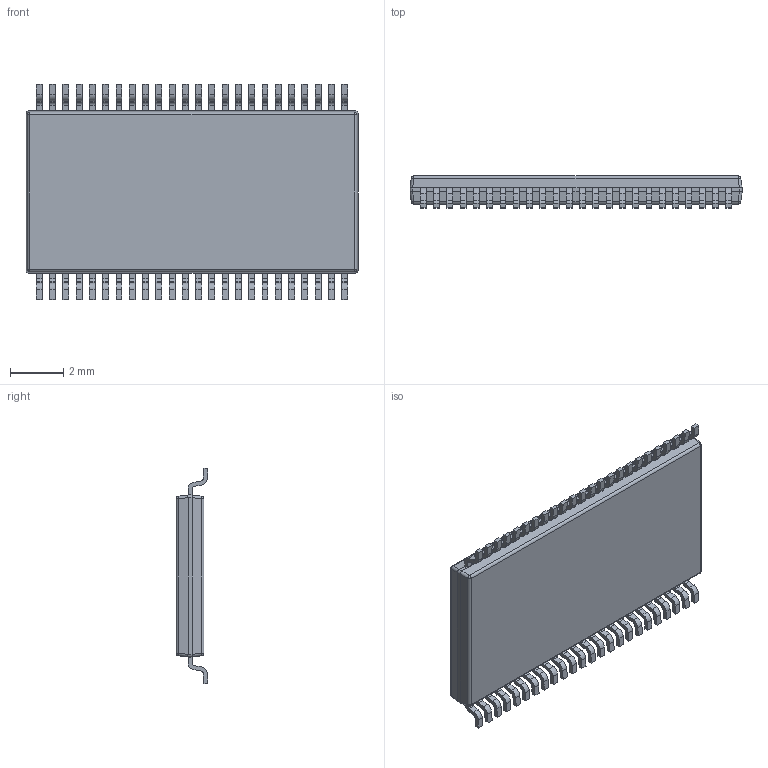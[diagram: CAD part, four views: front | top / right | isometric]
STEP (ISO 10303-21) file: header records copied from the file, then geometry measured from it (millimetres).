
FILE_DESCRIPTION (( 'STEP AP214' ), '1' );
FILE_NAME ('DGG48.STEP', '2020-08-11T09:19:21', ( '' ), ( '' ), 'SwSTEP 2.0', 'SolidWorks 2017', '' );
FILE_SCHEMA (( 'AUTOMOTIVE_DESIGN' ));
Length unit declared in the file: millimetre
Products named in the file (1): DGG48
Bounding box: 12.5 x 1.2 x 8.1 mm (x, y, z)
Volume: 81.2 mm3; surface area: 237 mm2
Topology: 50 solids, 50 shells, 721 faces, 1844 edges, 1216 vertices
Faces by surface type: plane 497, cylinder 216, sphere 8
Entity records: 22149 total; most frequent: CARTESIAN_POINT 3846, DIRECTION 3672, ORIENTED_EDGE 3672, EDGE_CURVE 1836, LINE 1396, VECTOR 1396, VERTEX_POINT 1216, AXIS2_PLACEMENT_3D 1138
